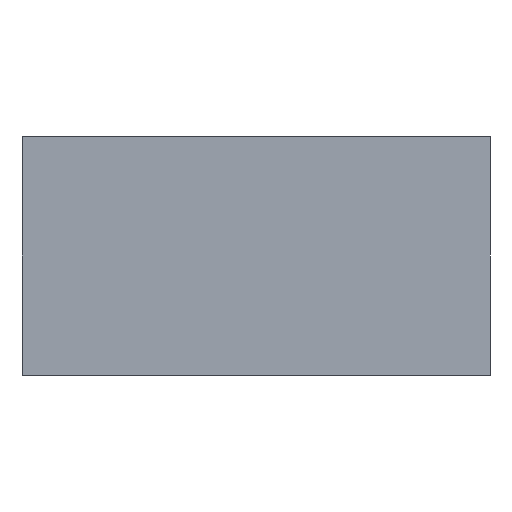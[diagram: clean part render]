
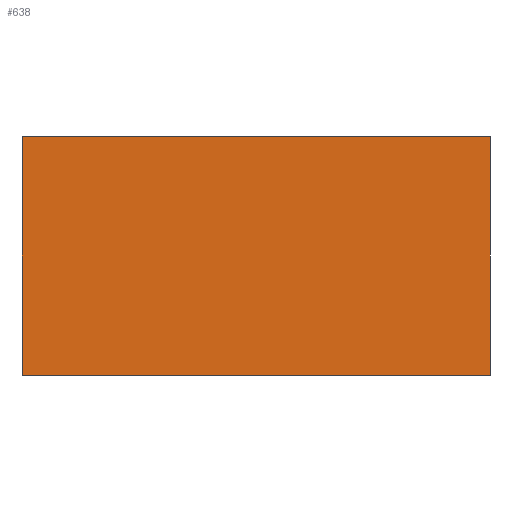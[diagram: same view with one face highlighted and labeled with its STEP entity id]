
A CAD part, front view. The second image highlights one B-rep face of the part: STEP entity #638.
In plain terms, the highlighted planar face has unit normal (0, -1, 0).
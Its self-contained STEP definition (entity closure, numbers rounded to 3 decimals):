
#52=PLANE('',#696);
#88=FACE_OUTER_BOUND('',#130,.T.);
#130=EDGE_LOOP('',(#595,#596,#597,#598));
#200=LINE('',#1027,#276);
#202=LINE('',#1031,#278);
#204=LINE('',#1035,#280);
#206=LINE('',#1038,#282);
#276=VECTOR('',#848,10.);
#278=VECTOR('',#852,10.);
#280=VECTOR('',#856,10.);
#282=VECTOR('',#860,10.);
#343=VERTEX_POINT('',#1024);
#344=VERTEX_POINT('',#1026);
#345=VERTEX_POINT('',#1030);
#346=VERTEX_POINT('',#1034);
#424=EDGE_CURVE('',#344,#343,#200,.T.);
#426=EDGE_CURVE('',#344,#345,#202,.T.);
#428=EDGE_CURVE('',#346,#343,#204,.T.);
#430=EDGE_CURVE('',#346,#345,#206,.T.);
#595=ORIENTED_EDGE('',*,*,#430,.T.);
#596=ORIENTED_EDGE('',*,*,#426,.F.);
#597=ORIENTED_EDGE('',*,*,#424,.T.);
#598=ORIENTED_EDGE('',*,*,#428,.F.);
#638=ADVANCED_FACE('',(#88),#52,.F.);
#696=AXIS2_PLACEMENT_3D('',#1039,#861,#862);
#848=DIRECTION('',(-1.,0.,0.));
#852=DIRECTION('',(0.,0.,-1.));
#856=DIRECTION('',(0.,0.,1.));
#860=DIRECTION('',(1.,0.,0.));
#861=DIRECTION('center_axis',(0.,1.,0.));
#862=DIRECTION('ref_axis',(0.,0.,-1.));
#1024=CARTESIAN_POINT('',(-27.,78.,232.));
#1026=CARTESIAN_POINT('',(27.,78.,232.));
#1027=CARTESIAN_POINT('',(-21.5,78.,232.));
#1030=CARTESIAN_POINT('',(27.,78.,204.5));
#1031=CARTESIAN_POINT('',(27.,78.,230.));
#1034=CARTESIAN_POINT('',(-27.,78.,204.5));
#1035=CARTESIAN_POINT('',(-27.,78.,230.));
#1038=CARTESIAN_POINT('',(21.5,78.,204.5));
#1039=CARTESIAN_POINT('Origin',(0.,78.,
222.5));
